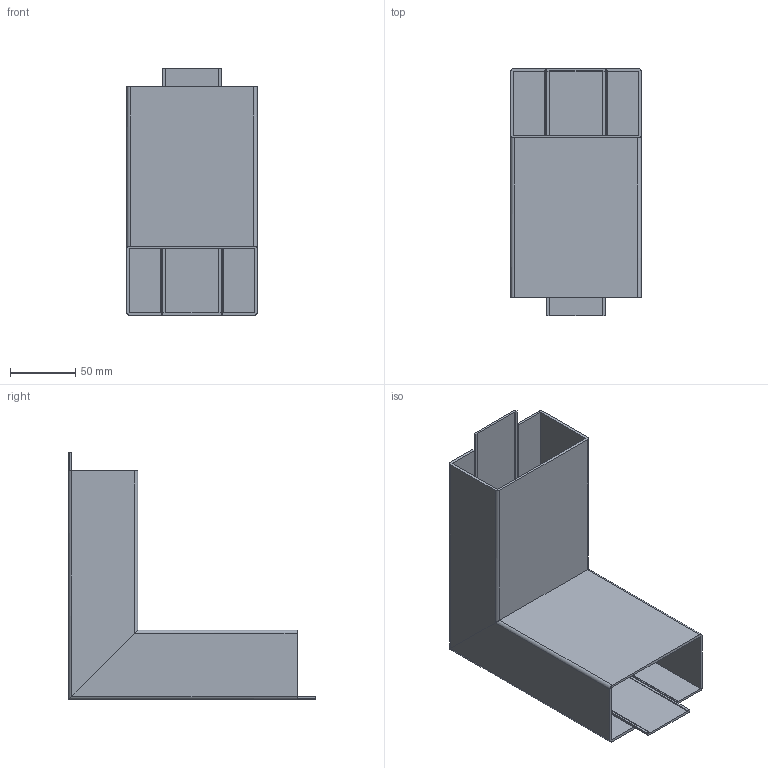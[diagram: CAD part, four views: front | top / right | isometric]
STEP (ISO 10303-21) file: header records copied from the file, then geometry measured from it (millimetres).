
FILE_DESCRIPTION (( 'STEP AP214' ), '1' );
FILE_NAME ('6112420.stp', '2016-04-27T11:15:13', ( '' ), ( '' ), 'SwSTEP 2.0', 'SolidWorks 2014', '' );
FILE_SCHEMA (( 'AUTOMOTIVE_DESIGN' ));
Length unit declared in the file: millimetre
Products named in the file (7): 092784_L=175; 6112420; 092791_L=189; 092792_Standard
Assembly tree (6 placements, depth 3):
  6112420
    092784_L=175
    092792_Standard
      092791_L=189
    092784_L=175
    092792_Standard
      092791_L=189
Bounding box: 100 x 189 x 189 mm (x, y, z)
Volume: 173326.7 mm3; surface area: 182319 mm2
Topology: 4 solids, 4 shells, 92 faces, 252 edges, 168 vertices
Faces by surface type: plane 76, cylinder 16
Entity records: 3130 total; most frequent: CARTESIAN_POINT 571, ORIENTED_EDGE 504, DIRECTION 466, EDGE_CURVE 252, VECTOR 212, LINE 212, VERTEX_POINT 168, AXIS2_PLACEMENT_3D 127
